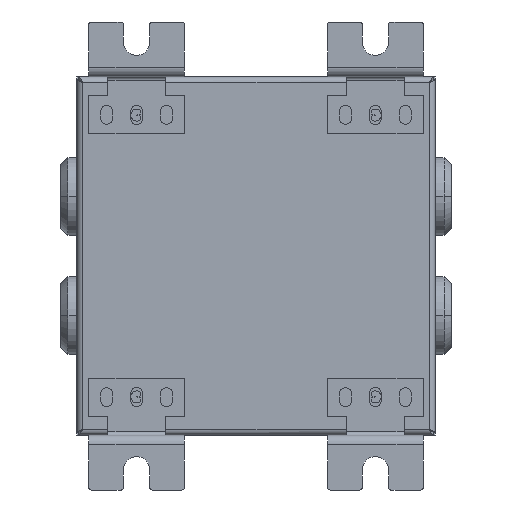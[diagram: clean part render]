
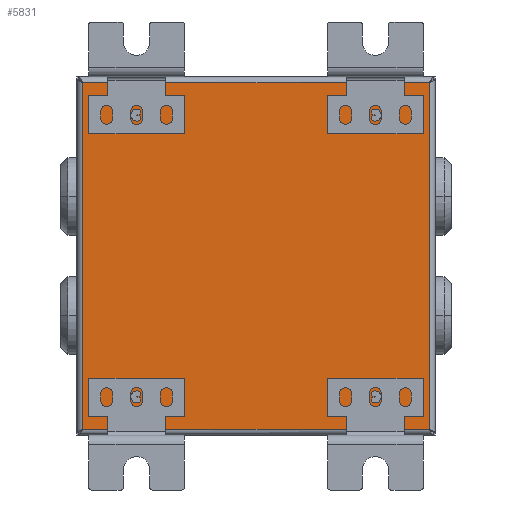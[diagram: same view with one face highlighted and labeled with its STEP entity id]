
A CAD part, front view. The second image highlights one B-rep face of the part: STEP entity #5831.
In plain terms, the highlighted planar face has unit normal (0, -1, 0).
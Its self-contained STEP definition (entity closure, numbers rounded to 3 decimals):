
#26=DIRECTION('',(0.,0.,-1.));
#27=VECTOR('',#26,145.1);
#28=CARTESIAN_POINT('',(72.55,0.,72.55));
#29=LINE('',#28,#27);
#428=DIRECTION('',(-1.,0.,0.));
#429=VECTOR('',#428,145.1);
#430=CARTESIAN_POINT('',(72.55,0.,-72.55));
#431=LINE('',#430,#429);
#472=DIRECTION('',(0.,0.,-1.));
#473=VECTOR('',#472,145.1);
#474=CARTESIAN_POINT('',(-72.55,0.,72.55));
#475=LINE('',#474,#473);
#476=CARTESIAN_POINT('',(-50.,0.,-59.));
#477=DIRECTION('',(0.,-1.,0.));
#478=DIRECTION('',(0.637,0.,0.771));
#479=AXIS2_PLACEMENT_3D('',#476,#477,#478);
#481=DIRECTION('',(0.,0.,1.));
#482=VECTOR('',#481,1.5);
#483=CARTESIAN_POINT('',(-48.407,0.,-60.927));
#484=LINE('',#483,#482);
#485=DIRECTION('',(-0.966,0.,0.259));
#486=VECTOR('',#485,1.649);
#487=CARTESIAN_POINT('',(-48.407,0.,-59.427));
#488=LINE('',#487,#486);
#489=DIRECTION('',(0.966,0.,0.259));
#490=VECTOR('',#489,1.649);
#491=CARTESIAN_POINT('',(-50.,0.,-59.));
#492=LINE('',#491,#490);
#493=DIRECTION('',(0.,0.,1.));
#494=VECTOR('',#493,1.5);
#495=CARTESIAN_POINT('',(-48.407,0.,-58.573));
#496=LINE('',#495,#494);
#497=CARTESIAN_POINT('',(-50.,0.,59.));
#498=DIRECTION('',(0.,-1.,0.));
#499=DIRECTION('',(0.637,0.,0.771));
#500=AXIS2_PLACEMENT_3D('',#497,#498,#499);
#502=DIRECTION('',(0.,0.,1.));
#503=VECTOR('',#502,1.5);
#504=CARTESIAN_POINT('',(-48.407,0.,57.073));
#505=LINE('',#504,#503);
#506=DIRECTION('',(-0.966,0.,0.259));
#507=VECTOR('',#506,1.649);
#508=CARTESIAN_POINT('',(-48.407,0.,58.573));
#509=LINE('',#508,#507);
#510=DIRECTION('',(0.966,0.,0.259));
#511=VECTOR('',#510,1.649);
#512=CARTESIAN_POINT('',(-50.,0.,59.));
#513=LINE('',#512,#511);
#514=DIRECTION('',(0.,0.,1.));
#515=VECTOR('',#514,1.5);
#516=CARTESIAN_POINT('',(-48.407,0.,59.427));
#517=LINE('',#516,#515);
#518=DIRECTION('',(0.,0.,-1.));
#519=VECTOR('',#518,1.5);
#520=CARTESIAN_POINT('',(48.407,0.,-59.427));
#521=LINE('',#520,#519);
#522=CARTESIAN_POINT('',(50.,0.,-59.));
#523=DIRECTION('',(0.,-1.,0.));
#524=DIRECTION('',(-0.637,0.,-0.771));
#525=AXIS2_PLACEMENT_3D('',#522,#523,#524);
#527=DIRECTION('',(0.,0.,-1.));
#528=VECTOR('',#527,1.5);
#529=CARTESIAN_POINT('',(48.407,0.,-57.073));
#530=LINE('',#529,#528);
#531=DIRECTION('',(0.966,0.,-0.259));
#532=VECTOR('',#531,1.649);
#533=CARTESIAN_POINT('',(48.407,0.,-58.573));
#534=LINE('',#533,#532);
#535=DIRECTION('',(-0.966,0.,-0.259));
#536=VECTOR('',#535,1.649);
#537=CARTESIAN_POINT('',(50.,0.,-59.));
#538=LINE('',#537,#536);
#539=DIRECTION('',(0.,0.,-1.));
#540=VECTOR('',#539,1.5);
#541=CARTESIAN_POINT('',(48.407,0.,58.573));
#542=LINE('',#541,#540);
#543=CARTESIAN_POINT('',(50.,0.,59.));
#544=DIRECTION('',(0.,-1.,0.));
#545=DIRECTION('',(-0.637,0.,-0.771));
#546=AXIS2_PLACEMENT_3D('',#543,#544,#545);
#548=DIRECTION('',(0.,0.,-1.));
#549=VECTOR('',#548,1.5);
#550=CARTESIAN_POINT('',(48.407,0.,60.927));
#551=LINE('',#550,#549);
#552=DIRECTION('',(0.966,0.,-0.259));
#553=VECTOR('',#552,1.649);
#554=CARTESIAN_POINT('',(48.407,0.,59.427));
#555=LINE('',#554,#553);
#556=DIRECTION('',(-0.966,0.,-0.259));
#557=VECTOR('',#556,1.649);
#558=CARTESIAN_POINT('',(50.,0.,59.));
#559=LINE('',#558,#557);
#1688=DIRECTION('',(-1.,0.,0.));
#1689=VECTOR('',#1688,145.1);
#1690=CARTESIAN_POINT('',(72.55,0.,72.55));
#1691=LINE('',#1690,#1689);
#4258=CARTESIAN_POINT('',(72.55,0.,72.55));
#4259=CARTESIAN_POINT('',(72.55,0.,-72.55));
#4260=VERTEX_POINT('',#4258);
#4261=VERTEX_POINT('',#4259);
#4274=CARTESIAN_POINT('',(-72.55,0.,72.55));
#4275=CARTESIAN_POINT('',(-72.55,0.,-72.55));
#4276=VERTEX_POINT('',#4274);
#4277=VERTEX_POINT('',#4275);
#4680=CARTESIAN_POINT('',(-48.407,0.,-57.073));
#4681=CARTESIAN_POINT('',(-48.407,0.,-60.927));
#4682=VERTEX_POINT('',#4680);
#4683=VERTEX_POINT('',#4681);
#4684=CARTESIAN_POINT('',(-48.407,0.,-58.573));
#4685=VERTEX_POINT('',#4684);
#4686=CARTESIAN_POINT('',(-50.,0.,-59.));
#4687=VERTEX_POINT('',#4686);
#4688=CARTESIAN_POINT('',(-48.407,0.,-59.427));
#4689=VERTEX_POINT('',#4688);
#4690=CARTESIAN_POINT('',(-48.407,0.,60.927));
#4691=CARTESIAN_POINT('',(-48.407,0.,57.073));
#4692=VERTEX_POINT('',#4690);
#4693=VERTEX_POINT('',#4691);
#4694=CARTESIAN_POINT('',(-48.407,0.,59.427));
#4695=VERTEX_POINT('',#4694);
#4696=CARTESIAN_POINT('',(-50.,0.,59.));
#4697=VERTEX_POINT('',#4696);
#4698=CARTESIAN_POINT('',(-48.407,0.,58.573));
#4699=VERTEX_POINT('',#4698);
#4700=CARTESIAN_POINT('',(48.407,0.,-59.427));
#4701=CARTESIAN_POINT('',(48.407,0.,-60.927));
#4702=VERTEX_POINT('',#4700);
#4703=VERTEX_POINT('',#4701);
#4704=CARTESIAN_POINT('',(50.,0.,-59.));
#4705=VERTEX_POINT('',#4704);
#4706=CARTESIAN_POINT('',(48.407,0.,-58.573));
#4707=VERTEX_POINT('',#4706);
#4708=CARTESIAN_POINT('',(48.407,0.,-57.073));
#4709=VERTEX_POINT('',#4708);
#4710=CARTESIAN_POINT('',(48.407,0.,58.573));
#4711=CARTESIAN_POINT('',(48.407,0.,57.073));
#4712=VERTEX_POINT('',#4710);
#4713=VERTEX_POINT('',#4711);
#4714=CARTESIAN_POINT('',(50.,0.,59.));
#4715=VERTEX_POINT('',#4714);
#4716=CARTESIAN_POINT('',(48.407,0.,59.427));
#4717=VERTEX_POINT('',#4716);
#4718=CARTESIAN_POINT('',(48.407,0.,60.927));
#4719=VERTEX_POINT('',#4718);
#5770=CARTESIAN_POINT('',(-72.55,0.,73.75));
#5771=DIRECTION('',(0.,-1.,0.));
#5772=DIRECTION('',(1.,0.,0.));
#5773=AXIS2_PLACEMENT_3D('',#5770,#5771,#5772);
#5774=PLANE('',#5773);
#5775=ORIENTED_EDGE('',*,*,#5761,.T.);
#5777=ORIENTED_EDGE('',*,*,#5776,.F.);
#5779=ORIENTED_EDGE('',*,*,#5778,.F.);
#5780=ORIENTED_EDGE('',*,*,#5271,.T.);
#5781=EDGE_LOOP('',(#5775,#5777,#5779,#5780));
#5782=FACE_OUTER_BOUND('',#5781,.F.);
#5784=ORIENTED_EDGE('',*,*,#5783,.T.);
#5786=ORIENTED_EDGE('',*,*,#5785,.T.);
#5788=ORIENTED_EDGE('',*,*,#5787,.T.);
#5790=ORIENTED_EDGE('',*,*,#5789,.T.);
#5792=ORIENTED_EDGE('',*,*,#5791,.T.);
#5793=EDGE_LOOP('',(#5784,#5786,#5788,#5790,#5792));
#5794=FACE_BOUND('',#5793,.F.);
#5796=ORIENTED_EDGE('',*,*,#5795,.T.);
#5798=ORIENTED_EDGE('',*,*,#5797,.T.);
#5800=ORIENTED_EDGE('',*,*,#5799,.T.);
#5802=ORIENTED_EDGE('',*,*,#5801,.T.);
#5804=ORIENTED_EDGE('',*,*,#5803,.T.);
#5805=EDGE_LOOP('',(#5796,#5798,#5800,#5802,#5804));
#5806=FACE_BOUND('',#5805,.F.);
#5808=ORIENTED_EDGE('',*,*,#5807,.T.);
#5810=ORIENTED_EDGE('',*,*,#5809,.T.);
#5812=ORIENTED_EDGE('',*,*,#5811,.T.);
#5814=ORIENTED_EDGE('',*,*,#5813,.T.);
#5816=ORIENTED_EDGE('',*,*,#5815,.T.);
#5817=EDGE_LOOP('',(#5808,#5810,#5812,#5814,#5816));
#5818=FACE_BOUND('',#5817,.F.);
#5820=ORIENTED_EDGE('',*,*,#5819,.T.);
#5822=ORIENTED_EDGE('',*,*,#5821,.T.);
#5824=ORIENTED_EDGE('',*,*,#5823,.T.);
#5826=ORIENTED_EDGE('',*,*,#5825,.T.);
#5828=ORIENTED_EDGE('',*,*,#5827,.T.);
#5829=EDGE_LOOP('',(#5820,#5822,#5824,#5826,#5828));
#5830=FACE_BOUND('',#5829,.F.);
#5831=ADVANCED_FACE('',(#5782,#5794,#5806,#5818,#5830),#5774,.T.);
#480=CIRCLE('',#479,2.5);
#501=CIRCLE('',#500,2.5);
#526=CIRCLE('',#525,2.5);
#547=CIRCLE('',#546,2.5);
#5271=EDGE_CURVE('',#4260,#4261,#29,.T.);
#5761=EDGE_CURVE('',#4261,#4277,#431,.T.);
#5776=EDGE_CURVE('',#4276,#4277,#475,.T.);
#5778=EDGE_CURVE('',#4260,#4276,#1691,.T.);
#5783=EDGE_CURVE('',#4682,#4683,#480,.T.);
#5785=EDGE_CURVE('',#4683,#4689,#484,.T.);
#5787=EDGE_CURVE('',#4689,#4687,#488,.T.);
#5789=EDGE_CURVE('',#4687,#4685,#492,.T.);
#5791=EDGE_CURVE('',#4685,#4682,#496,.T.);
#5795=EDGE_CURVE('',#4692,#4693,#501,.T.);
#5797=EDGE_CURVE('',#4693,#4699,#505,.T.);
#5799=EDGE_CURVE('',#4699,#4697,#509,.T.);
#5801=EDGE_CURVE('',#4697,#4695,#513,.T.);
#5803=EDGE_CURVE('',#4695,#4692,#517,.T.);
#5807=EDGE_CURVE('',#4702,#4703,#521,.T.);
#5809=EDGE_CURVE('',#4703,#4709,#526,.T.);
#5811=EDGE_CURVE('',#4709,#4707,#530,.T.);
#5813=EDGE_CURVE('',#4707,#4705,#534,.T.);
#5815=EDGE_CURVE('',#4705,#4702,#538,.T.);
#5819=EDGE_CURVE('',#4712,#4713,#542,.T.);
#5821=EDGE_CURVE('',#4713,#4719,#547,.T.);
#5823=EDGE_CURVE('',#4719,#4717,#551,.T.);
#5825=EDGE_CURVE('',#4717,#4715,#555,.T.);
#5827=EDGE_CURVE('',#4715,#4712,#559,.T.);
